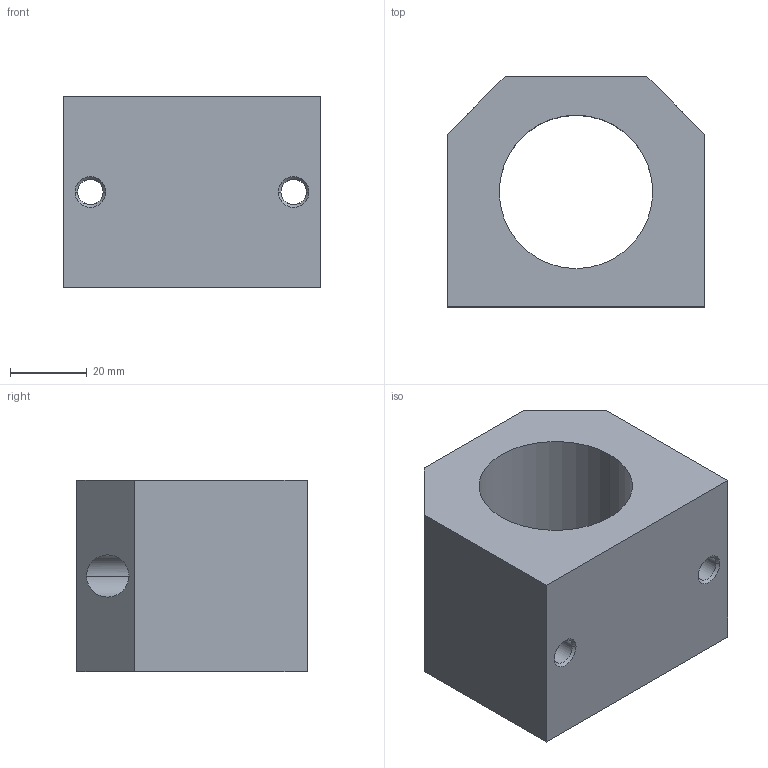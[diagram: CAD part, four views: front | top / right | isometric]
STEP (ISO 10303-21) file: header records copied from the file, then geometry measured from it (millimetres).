
FILE_DESCRIPTION( ( '' ), '1' );
FILE_NAME( 'agc_30_2_03.stp', '2008-04-09T14:57:35', ( '' ), ( '' ), ' ', ' ', ' ' );
FILE_SCHEMA( ( 'CONFIG_CONTROL_DESIGN' ) );
Length unit declared in the file: millimetre
Products named in the file (1): 1
Bounding box: 67 x 60 x 50 mm (x, y, z)
Volume: 120152.5 mm3; surface area: 25886.6 mm2
Topology: 1 solids, 1 shells, 34 faces, 78 edges, 50 vertices
Faces by surface type: cylinder 16, plane 12, cone 6
Entity records: 1092 total; most frequent: CARTESIAN_POINT 229, DIRECTION 182, ORIENTED_EDGE 156, EDGE_CURVE 78, AXIS2_PLACEMENT_3D 71, VERTEX_POINT 50, EDGE_LOOP 46, LINE 40
